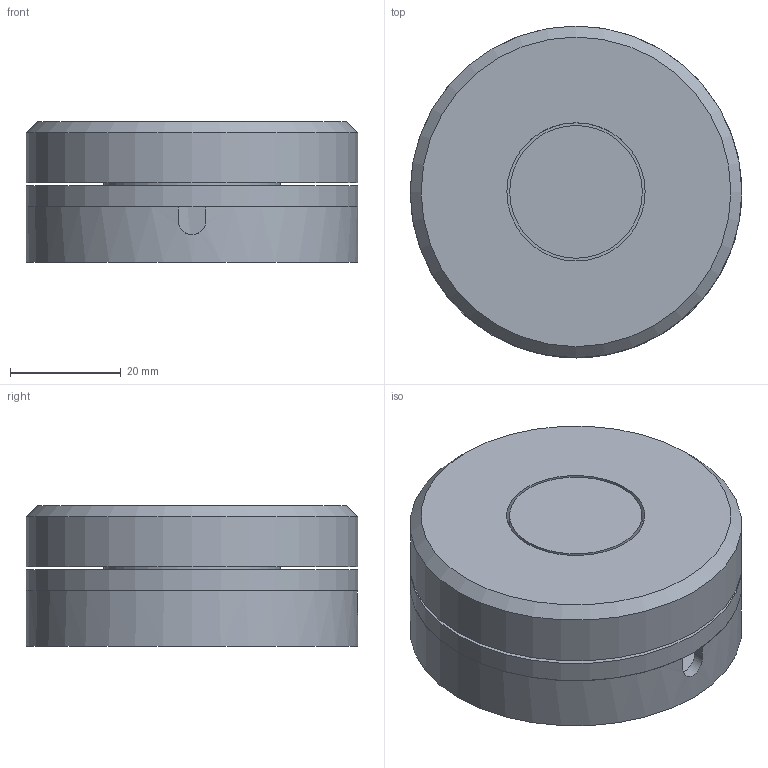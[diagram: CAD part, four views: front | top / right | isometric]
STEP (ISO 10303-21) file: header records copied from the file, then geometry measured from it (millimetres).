
FILE_DESCRIPTION(/* description */ (''),/* implementation_level */ '2;1');
FILE_NAME(/* name */ 'VolumeKnobMk2.2 v4.step',/* time_stamp */ '2022-01-25T18:00:05+01:00',/* author */ (''),/* organization */ (''),/* preprocessor_version */ 'ST-DEVELOPER v18.1',/* originating_system */ 'Autodesk Translation Framework v10.13.0.1454',/* authorisation */ '');
FILE_SCHEMA (('AUTOMOTIVE_DESIGN { 1 0 10303 214 3 1 1 }'));
Length unit declared in the file: millimetre
Products named in the file (1): VolumeKnobMk2.2
Bounding box: 60 x 60 x 25.4 mm (x, y, z)
Volume: 41180.7 mm3; surface area: 27013.9 mm2
Topology: 4 solids, 4 shells, 285 faces, 637 edges, 421 vertices
Faces by surface type: plane 188, cylinder 93, cone 3, bspline 1
Full cylindrical faces by diameter (mm): 2.1 x48, 2.8 x2, 3.3 x2, 6 x2, 10 x2, 24 x1, 25 x2, 31.9 x1, 40.2 x1, 56 x1, 60 x3
Entity records: 8175 total; most frequent: CARTESIAN_POINT 1558, DIRECTION 1396, ORIENTED_EDGE 1274, EDGE_CURVE 637, AXIS2_PLACEMENT_3D 476, LINE 444, VECTOR 444, VERTEX_POINT 421
